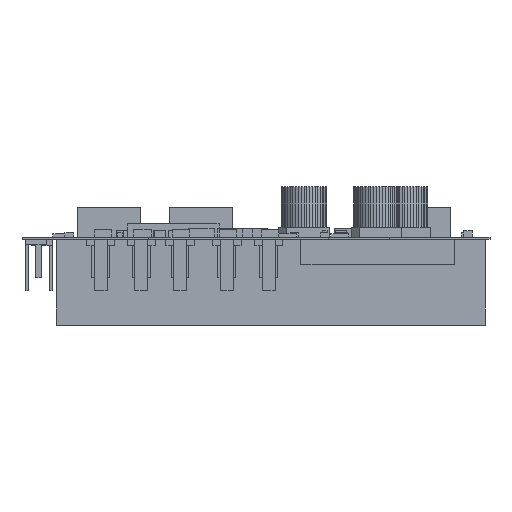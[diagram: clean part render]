
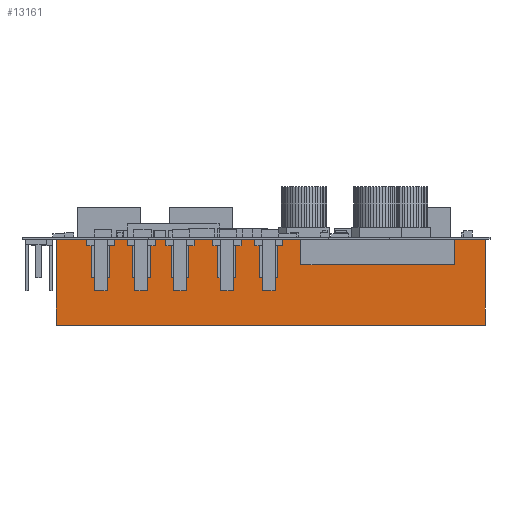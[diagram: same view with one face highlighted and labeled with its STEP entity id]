
A CAD part, front view. The second image highlights one B-rep face of the part: STEP entity #13161.
In plain terms, the highlighted planar face has unit normal (0, -1, 0).
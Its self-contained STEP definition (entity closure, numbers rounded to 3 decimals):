
#13161 = ADVANCED_FACE('',(#13162),#13176,.F.);
#13162 = FACE_BOUND('',#13163,.F.);
#13163 = EDGE_LOOP('',(#13164,#13199,#13227,#13255));
#13164 = ORIENTED_EDGE('',*,*,#13165,.T.);
#13165 = EDGE_CURVE('',#13166,#13168,#13170,.T.);
#13166 = VERTEX_POINT('',#13167);
#13167 = CARTESIAN_POINT('',(-42.499,-24.999,0.));
#13168 = VERTEX_POINT('',#13169);
#13169 = CARTESIAN_POINT('',(-42.499,-24.999,17.));
#13170 = SURFACE_CURVE('',#13171,(#13175,#13187),.PCURVE_S1.);
#13171 = LINE('',#13172,#13173);
#13172 = CARTESIAN_POINT('',(-42.499,-24.999,0.));
#13173 = VECTOR('',#13174,1.);
#13174 = DIRECTION('',(0.,0.,1.));
#13175 = PCURVE('',#13176,#13181);
#13176 = PLANE('',#13177);
#13177 = AXIS2_PLACEMENT_3D('',#13178,#13179,#13180);
#13178 = CARTESIAN_POINT('',(-42.499,-24.999,0.));
#13179 = DIRECTION('',(0.,1.,0.));
#13180 = DIRECTION('',(1.,0.,0.));
#13181 = DEFINITIONAL_REPRESENTATION('',(#13182),#13186);
#13182 = LINE('',#13183,#13184);
#13183 = CARTESIAN_POINT('',(0.,0.));
#13184 = VECTOR('',#13185,1.);
#13185 = DIRECTION('',(0.,-1.));
#13186 = ( GEOMETRIC_REPRESENTATION_CONTEXT(2) 
PARAMETRIC_REPRESENTATION_CONTEXT() REPRESENTATION_CONTEXT('2D SPACE',''
  ) );
#13187 = PCURVE('',#13188,#13193);
#13188 = PLANE('',#13189);
#13189 = AXIS2_PLACEMENT_3D('',#13190,#13191,#13192);
#13190 = CARTESIAN_POINT('',(-42.499,24.999,0.));
#13191 = DIRECTION('',(1.,0.,0.));
#13192 = DIRECTION('',(0.,-1.,0.));
#13193 = DEFINITIONAL_REPRESENTATION('',(#13194),#13198);
#13194 = LINE('',#13195,#13196);
#13195 = CARTESIAN_POINT('',(49.999,0.));
#13196 = VECTOR('',#13197,1.);
#13197 = DIRECTION('',(0.,-1.));
#13198 = ( GEOMETRIC_REPRESENTATION_CONTEXT(2) 
PARAMETRIC_REPRESENTATION_CONTEXT() REPRESENTATION_CONTEXT('2D SPACE',''
  ) );
#13199 = ORIENTED_EDGE('',*,*,#13200,.T.);
#13200 = EDGE_CURVE('',#13168,#13201,#13203,.T.);
#13201 = VERTEX_POINT('',#13202);
#13202 = CARTESIAN_POINT('',(42.499,-24.999,17.));
#13203 = SURFACE_CURVE('',#13204,(#13208,#13215),.PCURVE_S1.);
#13204 = LINE('',#13205,#13206);
#13205 = CARTESIAN_POINT('',(-42.499,-24.999,17.));
#13206 = VECTOR('',#13207,1.);
#13207 = DIRECTION('',(1.,0.,0.));
#13208 = PCURVE('',#13176,#13209);
#13209 = DEFINITIONAL_REPRESENTATION('',(#13210),#13214);
#13210 = LINE('',#13211,#13212);
#13211 = CARTESIAN_POINT('',(0.,-17.));
#13212 = VECTOR('',#13213,1.);
#13213 = DIRECTION('',(1.,0.));
#13214 = ( GEOMETRIC_REPRESENTATION_CONTEXT(2) 
PARAMETRIC_REPRESENTATION_CONTEXT() REPRESENTATION_CONTEXT('2D SPACE',''
  ) );
#13215 = PCURVE('',#13216,#13221);
#13216 = PLANE('',#13217);
#13217 = AXIS2_PLACEMENT_3D('',#13218,#13219,#13220);
#13218 = CARTESIAN_POINT('',(-42.499,-24.999,17.));
#13219 = DIRECTION('',(0.,0.,-1.));
#13220 = DIRECTION('',(-1.,0.,0.));
#13221 = DEFINITIONAL_REPRESENTATION('',(#13222),#13226);
#13222 = LINE('',#13223,#13224);
#13223 = CARTESIAN_POINT('',(0.,0.));
#13224 = VECTOR('',#13225,1.);
#13225 = DIRECTION('',(-1.,0.));
#13226 = ( GEOMETRIC_REPRESENTATION_CONTEXT(2) 
PARAMETRIC_REPRESENTATION_CONTEXT() REPRESENTATION_CONTEXT('2D SPACE',''
  ) );
#13227 = ORIENTED_EDGE('',*,*,#13228,.F.);
#13228 = EDGE_CURVE('',#13229,#13201,#13231,.T.);
#13229 = VERTEX_POINT('',#13230);
#13230 = CARTESIAN_POINT('',(42.499,-24.999,0.));
#13231 = SURFACE_CURVE('',#13232,(#13236,#13243),.PCURVE_S1.);
#13232 = LINE('',#13233,#13234);
#13233 = CARTESIAN_POINT('',(42.499,-24.999,0.));
#13234 = VECTOR('',#13235,1.);
#13235 = DIRECTION('',(0.,0.,1.));
#13236 = PCURVE('',#13176,#13237);
#13237 = DEFINITIONAL_REPRESENTATION('',(#13238),#13242);
#13238 = LINE('',#13239,#13240);
#13239 = CARTESIAN_POINT('',(84.999,0.));
#13240 = VECTOR('',#13241,1.);
#13241 = DIRECTION('',(0.,-1.));
#13242 = ( GEOMETRIC_REPRESENTATION_CONTEXT(2) 
PARAMETRIC_REPRESENTATION_CONTEXT() REPRESENTATION_CONTEXT('2D SPACE',''
  ) );
#13243 = PCURVE('',#13244,#13249);
#13244 = PLANE('',#13245);
#13245 = AXIS2_PLACEMENT_3D('',#13246,#13247,#13248);
#13246 = CARTESIAN_POINT('',(42.499,-24.999,0.));
#13247 = DIRECTION('',(-1.,0.,0.));
#13248 = DIRECTION('',(0.,1.,0.));
#13249 = DEFINITIONAL_REPRESENTATION('',(#13250),#13254);
#13250 = LINE('',#13251,#13252);
#13251 = CARTESIAN_POINT('',(0.,0.));
#13252 = VECTOR('',#13253,1.);
#13253 = DIRECTION('',(0.,-1.));
#13254 = ( GEOMETRIC_REPRESENTATION_CONTEXT(2) 
PARAMETRIC_REPRESENTATION_CONTEXT() REPRESENTATION_CONTEXT('2D SPACE',''
  ) );
#13255 = ORIENTED_EDGE('',*,*,#13256,.F.);
#13256 = EDGE_CURVE('',#13166,#13229,#13257,.T.);
#13257 = SURFACE_CURVE('',#13258,(#13262,#13269),.PCURVE_S1.);
#13258 = LINE('',#13259,#13260);
#13259 = CARTESIAN_POINT('',(-42.499,-24.999,0.));
#13260 = VECTOR('',#13261,1.);
#13261 = DIRECTION('',(1.,0.,0.));
#13262 = PCURVE('',#13176,#13263);
#13263 = DEFINITIONAL_REPRESENTATION('',(#13264),#13268);
#13264 = LINE('',#13265,#13266);
#13265 = CARTESIAN_POINT('',(0.,0.));
#13266 = VECTOR('',#13267,1.);
#13267 = DIRECTION('',(1.,0.));
#13268 = ( GEOMETRIC_REPRESENTATION_CONTEXT(2) 
PARAMETRIC_REPRESENTATION_CONTEXT() REPRESENTATION_CONTEXT('2D SPACE',''
  ) );
#13269 = PCURVE('',#13270,#13275);
#13270 = PLANE('',#13271);
#13271 = AXIS2_PLACEMENT_3D('',#13272,#13273,#13274);
#13272 = CARTESIAN_POINT('',(-42.499,-24.999,0.));
#13273 = DIRECTION('',(0.,0.,-1.));
#13274 = DIRECTION('',(-1.,0.,0.));
#13275 = DEFINITIONAL_REPRESENTATION('',(#13276),#13280);
#13276 = LINE('',#13277,#13278);
#13277 = CARTESIAN_POINT('',(0.,0.));
#13278 = VECTOR('',#13279,1.);
#13279 = DIRECTION('',(-1.,0.));
#13280 = ( GEOMETRIC_REPRESENTATION_CONTEXT(2) 
PARAMETRIC_REPRESENTATION_CONTEXT() REPRESENTATION_CONTEXT('2D SPACE',''
  ) );
